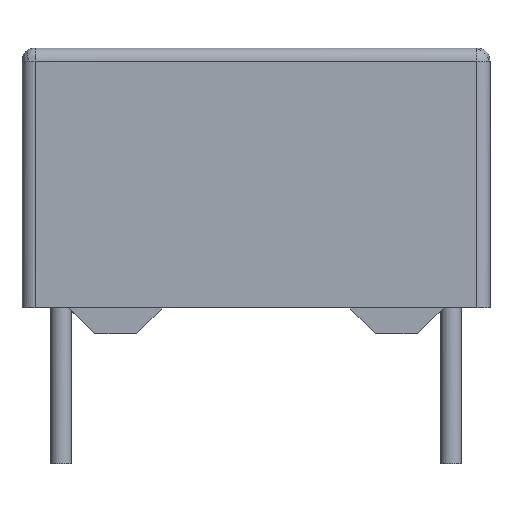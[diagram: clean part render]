
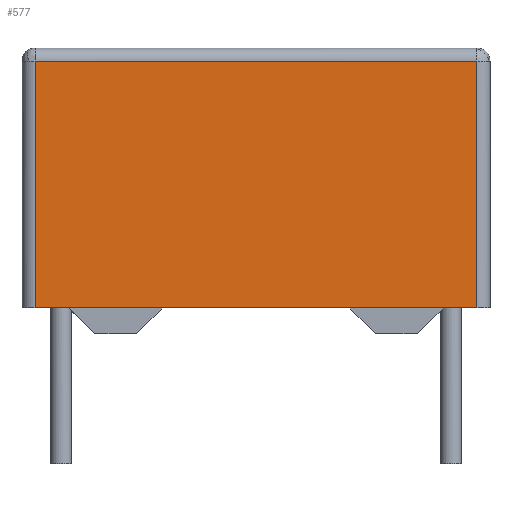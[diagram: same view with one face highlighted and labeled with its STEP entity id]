
A CAD part, front view. The second image highlights one B-rep face of the part: STEP entity #577.
In plain terms, the highlighted planar face has unit normal (0, -1, 0).
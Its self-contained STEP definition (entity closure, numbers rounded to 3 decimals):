
#61 = CARTESIAN_POINT ( 'NONE',  ( 8.5, -2.5, 1. ) ) ;
#103 = DIRECTION ( 'NONE',  ( 0., 0., 1. ) ) ;
#106 = LINE ( 'NONE', #584, #1034 ) ;
#221 = AXIS2_PLACEMENT_3D ( 'NONE', #1806, #2049, #2477 ) ;
#343 = DIRECTION ( 'NONE',  ( 0., 0., -1. ) ) ;
#392 = LINE ( 'NONE', #2185, #1102 ) ;
#537 = ORIENTED_EDGE ( 'NONE', *, *, #1294, .T. ) ;
#550 = ORIENTED_EDGE ( 'NONE', *, *, #2843, .T. ) ;
#577 = ADVANCED_FACE ( 'NONE', ( #2255 ), #2460, .T. ) ;
#584 = CARTESIAN_POINT ( 'NONE',  ( -9., -2.5, 10.5 ) ) ;
#769 = EDGE_LOOP ( 'NONE', ( #1830, #886, #550, #537 ) ) ;
#886 = ORIENTED_EDGE ( 'NONE', *, *, #909, .T. ) ;
#909 = EDGE_CURVE ( 'NONE', #1057, #2471, #1491, .T. ) ;
#929 = EDGE_CURVE ( 'NONE', #1392, #1057, #106, .T. ) ;
#1008 = DIRECTION ( 'NONE',  ( -1., 0., 0. ) ) ;
#1034 = VECTOR ( 'NONE', #1008, 1000. ) ;
#1054 = DIRECTION ( 'NONE',  ( 1., 0., 0. ) ) ;
#1057 = VERTEX_POINT ( 'NONE', #2658 ) ;
#1102 = VECTOR ( 'NONE', #1054, 1000. ) ;
#1267 = VERTEX_POINT ( 'NONE', #61 ) ;
#1294 = EDGE_CURVE ( 'NONE', #1267, #1392, #2334, .T. ) ;
#1392 = VERTEX_POINT ( 'NONE', #2165 ) ;
#1491 = LINE ( 'NONE', #2365, #2740 ) ;
#1806 = CARTESIAN_POINT ( 'NONE',  ( -9., -2.5, 0. ) ) ;
#1830 = ORIENTED_EDGE ( 'NONE', *, *, #929, .T. ) ;
#2049 = DIRECTION ( 'NONE',  ( 0., -1., 0. ) ) ;
#2165 = CARTESIAN_POINT ( 'NONE',  ( 8.5, -2.5, 10.5 ) ) ;
#2185 = CARTESIAN_POINT ( 'NONE',  ( 0., -2.5, 1. ) ) ;
#2255 = FACE_OUTER_BOUND ( 'NONE', #769, .T. ) ;
#2282 = CARTESIAN_POINT ( 'NONE',  ( -8.5, -2.5, 1. ) ) ;
#2334 = LINE ( 'NONE', #2564, #2558 ) ;
#2365 = CARTESIAN_POINT ( 'NONE',  ( -8.5, -2.5, 0. ) ) ;
#2460 = PLANE ( 'NONE',  #221 ) ;
#2471 = VERTEX_POINT ( 'NONE', #2282 ) ;
#2477 = DIRECTION ( 'NONE',  ( 0., 0., -1. ) ) ;
#2558 = VECTOR ( 'NONE', #103, 1000. ) ;
#2564 = CARTESIAN_POINT ( 'NONE',  ( 8.5, -2.5, 0. ) ) ;
#2658 = CARTESIAN_POINT ( 'NONE',  ( -8.5, -2.5, 10.5 ) ) ;
#2740 = VECTOR ( 'NONE', #343, 1000. ) ;
#2843 = EDGE_CURVE ( 'NONE', #2471, #1267, #392, .T. ) ;
